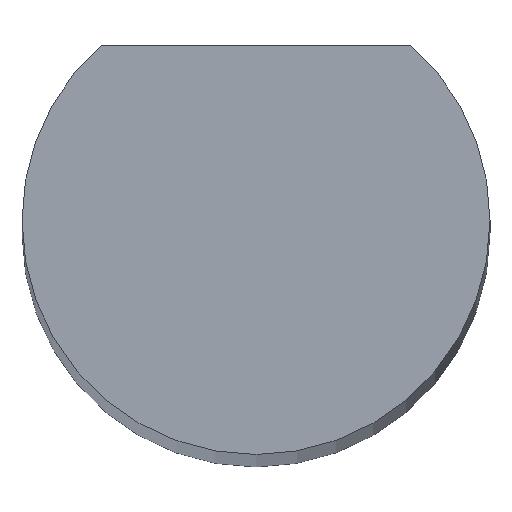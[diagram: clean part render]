
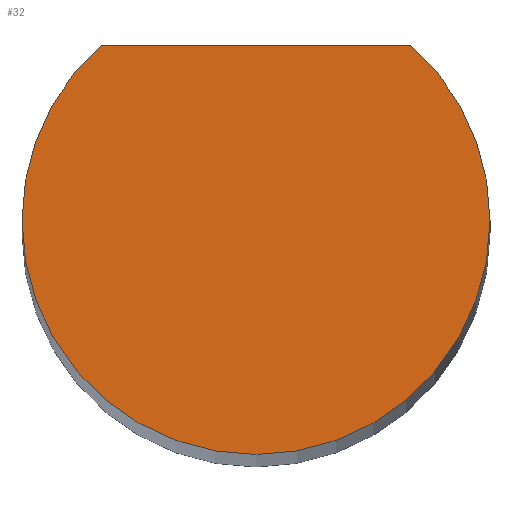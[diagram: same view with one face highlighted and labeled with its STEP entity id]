
A CAD part, top view. The second image highlights one B-rep face of the part: STEP entity #32.
In plain terms, the highlighted planar face has unit normal (0, 0, 1).
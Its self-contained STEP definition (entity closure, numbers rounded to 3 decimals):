
#11 = PLANE ( 'NONE',  #127 ) ;
#18 = AXIS2_PLACEMENT_3D ( 'NONE', #126, #182, #226 ) ;
#19 = VERTEX_POINT ( 'NONE', #35 ) ;
#31 = CARTESIAN_POINT ( 'NONE',  ( 4., 0., 61. ) ) ;
#32 = ADVANCED_FACE ( 'NONE', ( #165 ), #11, .T. ) ;
#35 = CARTESIAN_POINT ( 'NONE',  ( 2.646, 3., 61. ) ) ;
#36 = EDGE_LOOP ( 'NONE', ( #241, #48, #198, #82 ) ) ;
#46 = DIRECTION ( 'NONE',  ( 0., 0., 1. ) ) ;
#48 = ORIENTED_EDGE ( 'NONE', *, *, #113, .T. ) ;
#54 = AXIS2_PLACEMENT_3D ( 'NONE', #206, #114, #57 ) ;
#57 = DIRECTION ( 'NONE',  ( 1., 0., 0. ) ) ;
#66 = VECTOR ( 'NONE', #73, 1000. ) ;
#73 = DIRECTION ( 'NONE',  ( 1., 0., 0. ) ) ;
#79 = CARTESIAN_POINT ( 'NONE',  ( 0., 0., 61. ) ) ;
#82 = ORIENTED_EDGE ( 'NONE', *, *, #210, .T. ) ;
#87 = CIRCLE ( 'NONE', #54, 4. ) ;
#101 = LINE ( 'NONE', #104, #66 ) ;
#103 = EDGE_CURVE ( 'NONE', #212, #189, #87, .T. ) ;
#104 = CARTESIAN_POINT ( 'NONE',  ( -2.646, 3., 61. ) ) ;
#113 = EDGE_CURVE ( 'NONE', #135, #212, #224, .T. ) ;
#114 = DIRECTION ( 'NONE',  ( 0., 0., 1. ) ) ;
#116 = CARTESIAN_POINT ( 'NONE',  ( -2.646, 3., 61. ) ) ;
#126 = CARTESIAN_POINT ( 'NONE',  ( 0., 0., 61. ) ) ;
#127 = AXIS2_PLACEMENT_3D ( 'NONE', #159, #200, #221 ) ;
#135 = VERTEX_POINT ( 'NONE', #116 ) ;
#159 = CARTESIAN_POINT ( 'NONE',  ( 0., 0., 61. ) ) ;
#164 = CIRCLE ( 'NONE', #18, 4. ) ;
#165 = FACE_OUTER_BOUND ( 'NONE', #36, .T. ) ;
#168 = DIRECTION ( 'NONE',  ( 1., 0., 0. ) ) ;
#182 = DIRECTION ( 'NONE',  ( 0., 0., 1. ) ) ;
#189 = VERTEX_POINT ( 'NONE', #31 ) ;
#191 = EDGE_CURVE ( 'NONE', #135, #19, #101, .T. ) ;
#195 = AXIS2_PLACEMENT_3D ( 'NONE', #79, #46, #168 ) ;
#198 = ORIENTED_EDGE ( 'NONE', *, *, #103, .T. ) ;
#200 = DIRECTION ( 'NONE',  ( 0., 0., 1. ) ) ;
#206 = CARTESIAN_POINT ( 'NONE',  ( 0., 0., 61. ) ) ;
#210 = EDGE_CURVE ( 'NONE', #189, #19, #164, .T. ) ;
#212 = VERTEX_POINT ( 'NONE', #222 ) ;
#221 = DIRECTION ( 'NONE',  ( 1., 0., 0. ) ) ;
#222 = CARTESIAN_POINT ( 'NONE',  ( -4., 0., 61. ) ) ;
#224 = CIRCLE ( 'NONE', #195, 4. ) ;
#226 = DIRECTION ( 'NONE',  ( 1., 0., 0. ) ) ;
#241 = ORIENTED_EDGE ( 'NONE', *, *, #191, .F. ) ;
